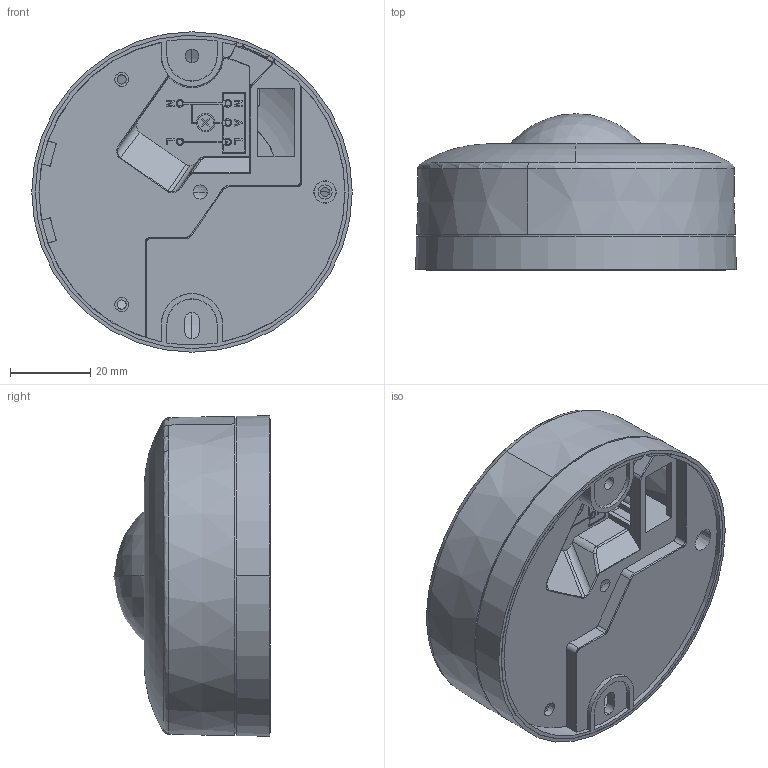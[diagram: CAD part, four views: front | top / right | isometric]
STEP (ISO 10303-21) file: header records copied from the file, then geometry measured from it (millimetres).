
FILE_DESCRIPTION (( 'STEP AP214' ), '1' );
FILE_NAME ('OCCPIRSS29A-1_3D.step', '2024-03-19T17:18:57', ( '' ), ( '' ), 'SwSTEP 2.0', 'SolidWorks 2022', '' );
FILE_SCHEMA (( 'AUTOMOTIVE_DESIGN' ));
Length unit declared in the file: inch
Products named in the file (5): middle cover^OCCPIRSS29A-1; base^OCCPIRSS29A-1; dome^OCCPIRSS29A-1; OCCPIRSS29A-1_3D; top cover^OCCPIRSS29A-1
Assembly tree (4 placements, depth 2):
  OCCPIRSS29A-1_3D
    base^OCCPIRSS29A-1
    middle cover^OCCPIRSS29A-1
    top cover^OCCPIRSS29A-1
    dome^OCCPIRSS29A-1
Bounding box: 80.09 x 39.02 x 80.09 mm (x, y, z)
Volume: 44089.8 mm3; surface area: 55096.2 mm2
Topology: 4 solids, 4 shells, 617 faces, 1658 edges, 1077 vertices
Faces by surface type: plane 323, cylinder 108, cone 100, bspline 59, torus 21, sphere 6
Entity records: 22069 total; most frequent: CARTESIAN_POINT 6884, ORIENTED_EDGE 3316, DIRECTION 2869, EDGE_CURVE 1658, VERTEX_POINT 1077, AXIS2_PLACEMENT_3D 986, LINE 897, VECTOR 897
